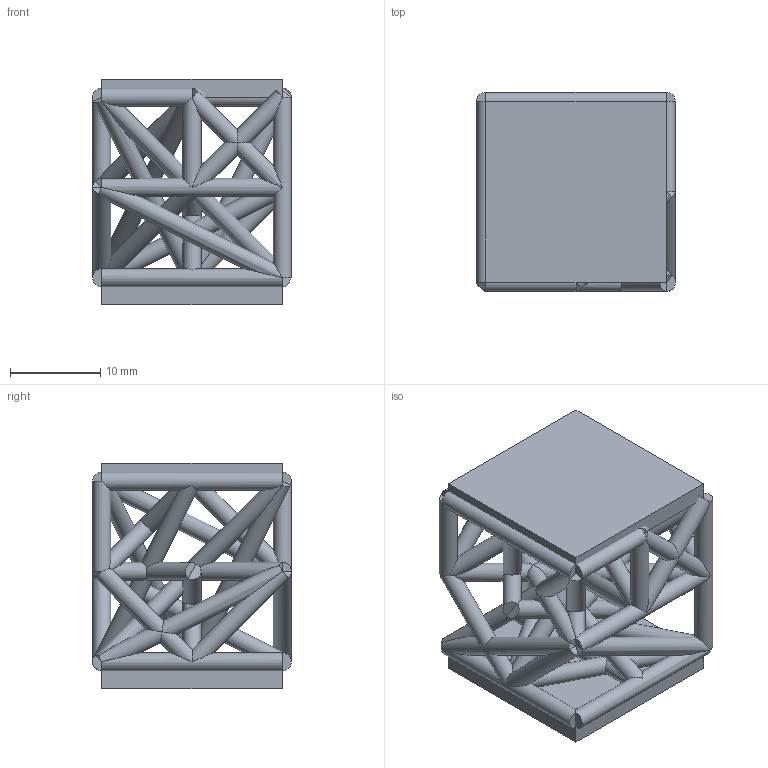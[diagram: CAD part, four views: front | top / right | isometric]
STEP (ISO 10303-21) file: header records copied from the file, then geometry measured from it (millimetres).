
FILE_DESCRIPTION(/* description */ (''),/* implementation_level */ '2;1');
FILE_NAME(/* name */ 'Lattice_2.step',/* time_stamp */ '2025-09-06T13:14:53+05:30',/* author */ (''),/* organization */ (''),/* preprocessor_version */ 'ST-DEVELOPER v20.1',/* originating_system */ 'Autodesk Translation Framework v14.10.0.0',/* authorisation */ '');
FILE_SCHEMA (('AUTOMOTIVE_DESIGN { 1 0 10303 214 3 1 1 }'));
Length unit declared in the file: millimetre
Products named in the file (1): Lattice_2
Bounding box: 22 x 22 x 25 mm (x, y, z)
Volume: 4599.6 mm3; surface area: 7206.5 mm2
Topology: 3 solids, 3 shells, 187 faces, 822 edges, 486 vertices
Faces by surface type: cylinder 120, plane 67
Full cylindrical faces by diameter (mm): 2 x114
Entity records: 9263 total; most frequent: CARTESIAN_POINT 1895, DIRECTION 1785, ORIENTED_EDGE 1644, EDGE_CURVE 822, AXIS2_PLACEMENT_3D 793, ELLIPSE 545, VERTEX_POINT 486, EDGE_LOOP 200
